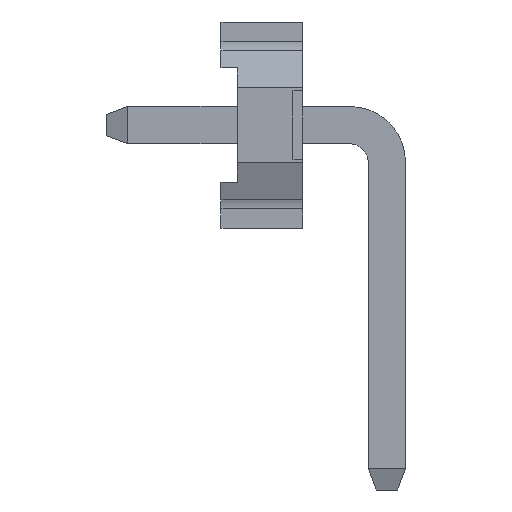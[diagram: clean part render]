
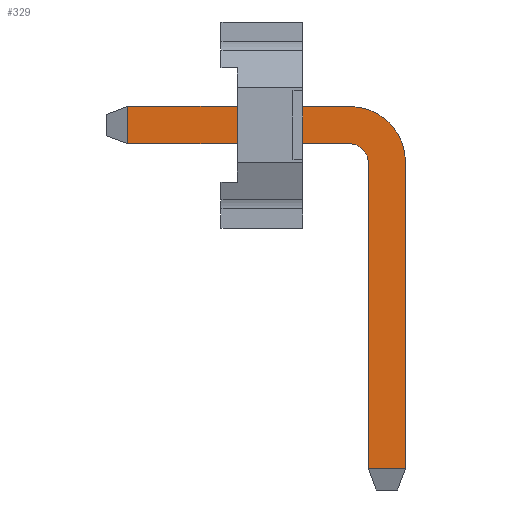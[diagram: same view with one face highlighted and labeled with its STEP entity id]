
A CAD part, left-side view. The second image highlights one B-rep face of the part: STEP entity #329.
In plain terms, the highlighted planar face has unit normal (-1, 0, 0).
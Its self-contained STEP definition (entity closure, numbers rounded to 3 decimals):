
#83=CARTESIAN_POINT('',(-46.29,2.85,-0.57));
#84=VERTEX_POINT('',#83);
#107=CARTESIAN_POINT('',(-46.29,2.85,0.57));
#108=VERTEX_POINT('',#107);
#109=CARTESIAN_POINT('',(-46.29,2.85,-0.57));
#110=DIRECTION('',(0.,0.,1.));
#111=VECTOR('',#110,1.14);
#112=LINE('',#109,#111);
#113=EDGE_CURVE('',#84,#108,#112,.T.);
#154=CARTESIAN_POINT('',(-46.29,-3.93,0.57));
#155=VERTEX_POINT('',#154);
#156=CARTESIAN_POINT('',(-46.29,2.85,0.57));
#157=DIRECTION('',(0.,-1.,0.));
#158=VECTOR('',#157,6.78);
#159=LINE('',#156,#158);
#160=EDGE_CURVE('',#108,#155,#159,.T.);
#261=CARTESIAN_POINT('',(-46.29,-3.93,-0.57));
#262=VERTEX_POINT('',#261);
#269=CARTESIAN_POINT('',(-46.29,-3.93,-0.57));
#270=DIRECTION('',(0.,1.,0.));
#271=VECTOR('',#270,6.78);
#272=LINE('',#269,#271);
#273=EDGE_CURVE('',#262,#84,#272,.T.);
#279=CARTESIAN_POINT('',(-46.29,3.5,0.57));
#280=DIRECTION('',(0.,0.,-1.));
#281=DIRECTION('',(-1.,-0.,-0.));
#282=AXIS2_PLACEMENT_3D('',#279,#281,#280);
#283=PLANE('',#282);
#284=ORIENTED_EDGE('',*,*,#273,.F.);
#285=CARTESIAN_POINT('',(-46.29,-4.5,-1.14));
#286=VERTEX_POINT('',#285);
#287=CARTESIAN_POINT('',(-46.29,-3.93,-1.14));
#288=DIRECTION('',(0.,0.,1.));
#289=DIRECTION('',(1.,0.,0.));
#290=AXIS2_PLACEMENT_3D('',#287,#289,#288);
#291=CIRCLE('',#290,0.57);
#292=EDGE_CURVE('',#262,#286,#291,.T.);
#293=ORIENTED_EDGE('',*,*,#292,.T.);
#294=CARTESIAN_POINT('',(-46.29,-4.5,-10.5));
#295=VERTEX_POINT('',#294);
#296=CARTESIAN_POINT('',(-46.29,-4.5,-1.14));
#297=DIRECTION('',(0.,0.,-1.));
#298=VECTOR('',#297,9.36);
#299=LINE('',#296,#298);
#300=EDGE_CURVE('',#286,#295,#299,.T.);
#301=ORIENTED_EDGE('',*,*,#300,.T.);
#302=CARTESIAN_POINT('',(-46.29,-5.64,-10.5));
#303=VERTEX_POINT('',#302);
#304=CARTESIAN_POINT('',(-46.29,-4.5,-10.5));
#305=DIRECTION('',(0.,-1.,0.));
#306=VECTOR('',#305,1.14);
#307=LINE('',#304,#306);
#308=EDGE_CURVE('',#295,#303,#307,.T.);
#309=ORIENTED_EDGE('',*,*,#308,.T.);
#310=CARTESIAN_POINT('',(-46.29,-5.64,-1.14));
#311=VERTEX_POINT('',#310);
#312=CARTESIAN_POINT('',(-46.29,-5.64,-10.5));
#313=DIRECTION('',(0.,0.,1.));
#314=VECTOR('',#313,9.36);
#315=LINE('',#312,#314);
#316=EDGE_CURVE('',#303,#311,#315,.T.);
#317=ORIENTED_EDGE('',*,*,#316,.T.);
#318=CARTESIAN_POINT('',(-46.29,-3.93,-1.14));
#319=DIRECTION('',(0.,-1.,0.));
#320=DIRECTION('',(-1.,0.,0.));
#321=AXIS2_PLACEMENT_3D('',#318,#320,#319);
#322=CIRCLE('',#321,1.71);
#323=EDGE_CURVE('',#311,#155,#322,.T.);
#324=ORIENTED_EDGE('',*,*,#323,.T.);
#325=ORIENTED_EDGE('',*,*,#160,.F.);
#326=ORIENTED_EDGE('',*,*,#113,.F.);
#327=EDGE_LOOP('',(#284,#293,#301,#309,#317,#324,#325,#326));
#328=FACE_OUTER_BOUND('',#327,.T.);
#329=ADVANCED_FACE('',(#328),#283,.T.);
